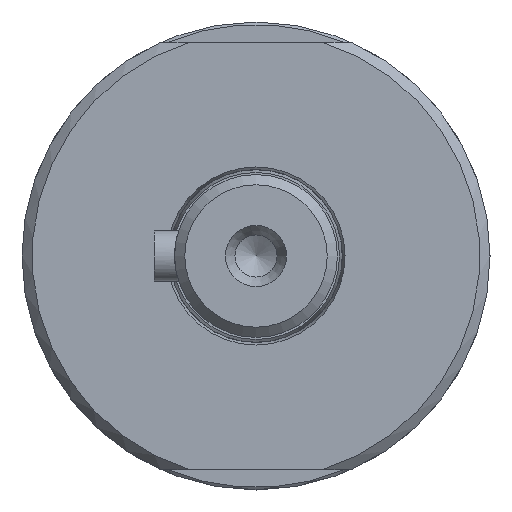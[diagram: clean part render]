
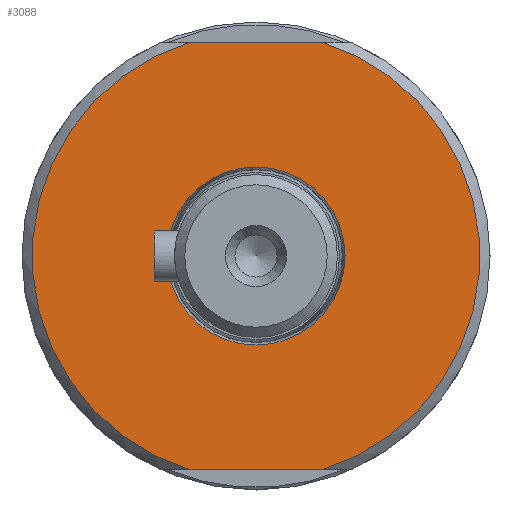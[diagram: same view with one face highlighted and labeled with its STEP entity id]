
A CAD part, left-side view. The second image highlights one B-rep face of the part: STEP entity #3088.
In plain terms, the highlighted planar face has unit normal (-1, 0, 0).
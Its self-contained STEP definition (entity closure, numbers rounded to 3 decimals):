
#259=FACE_BOUND('',#1104,.T.);
#493=LINE('',#5244,#735);
#494=LINE('',#5246,#736);
#735=VECTOR('',#4202,10.);
#736=VECTOR('',#4203,10.);
#923=FACE_OUTER_BOUND('',#1103,.T.);
#1103=EDGE_LOOP('',(#2753,#2754,#2755,#2756));
#1104=EDGE_LOOP('',(#2757,#2758));
#1247=CIRCLE('',#3386,8.75);
#1248=CIRCLE('',#3387,8.75);
#1253=CIRCLE('',#3394,22.);
#1254=CIRCLE('',#3396,22.);
#1531=VERTEX_POINT('',#5217);
#1532=VERTEX_POINT('',#5219);
#1535=VERTEX_POINT('',#5230);
#1538=VERTEX_POINT('',#5237);
#1539=VERTEX_POINT('',#5243);
#1540=VERTEX_POINT('',#5245);
#1942=EDGE_CURVE('',#1532,#1531,#1247,.T.);
#1943=EDGE_CURVE('',#1531,#1532,#1248,.T.);
#1951=EDGE_CURVE('',#1538,#1535,#1253,.T.);
#1952=EDGE_CURVE('',#1539,#1535,#493,.T.);
#1953=EDGE_CURVE('',#1538,#1540,#494,.T.);
#1954=EDGE_CURVE('',#1539,#1540,#1254,.T.);
#2753=ORIENTED_EDGE('',*,*,#1952,.T.);
#2754=ORIENTED_EDGE('',*,*,#1951,.F.);
#2755=ORIENTED_EDGE('',*,*,#1953,.T.);
#2756=ORIENTED_EDGE('',*,*,#1954,.F.);
#2757=ORIENTED_EDGE('',*,*,#1942,.T.);
#2758=ORIENTED_EDGE('',*,*,#1943,.T.);
#2935=PLANE('',#3395);
#3088=ADVANCED_FACE('',(#923,#259),#2935,.T.);
#3386=AXIS2_PLACEMENT_3D('',#5220,#4181,#4182);
#3387=AXIS2_PLACEMENT_3D('',#5221,#4183,#4184);
#3394=AXIS2_PLACEMENT_3D('',#5241,#4198,#4199);
#3395=AXIS2_PLACEMENT_3D('',#5242,#4200,#4201);
#3396=AXIS2_PLACEMENT_3D('',#5247,#4204,#4205);
#4181=DIRECTION('center_axis',(1.,0.,0.));
#4182=DIRECTION('ref_axis',(0.,-1.,0.));
#4183=DIRECTION('center_axis',(1.,0.,0.));
#4184=DIRECTION('ref_axis',(0.,-1.,0.));
#4198=DIRECTION('center_axis',(1.,0.,0.));
#4199=DIRECTION('ref_axis',(0.,-1.,0.));
#4200=DIRECTION('center_axis',(-1.,0.,0.));
#4201=DIRECTION('ref_axis',(0.,0.,
-1.));
#4202=DIRECTION('',(0.,1.,0.));
#4203=DIRECTION('',(0.,-1.,0.));
#4204=DIRECTION('center_axis',(1.,0.,0.));
#4205=DIRECTION('ref_axis',(0.,-1.,0.));
#5217=CARTESIAN_POINT('',(-99.5,8.75,0.));
#5219=CARTESIAN_POINT('',(-99.5,-8.75,0.));
#5220=CARTESIAN_POINT('Origin',(-99.5,0.,
0.));
#5221=CARTESIAN_POINT('Origin',(-99.5,0.,
0.));
#5230=CARTESIAN_POINT('',(-99.5,6.557,21.));
#5237=CARTESIAN_POINT('',(-99.5,6.557,-21.));
#5241=CARTESIAN_POINT('Origin',(-99.5,0.,
0.));
#5242=CARTESIAN_POINT('Origin',(-99.5,-15.375,0.));
#5243=CARTESIAN_POINT('',(-99.5,-6.557,21.));
#5244=CARTESIAN_POINT('',(-99.5,0.91,21.));
#5245=CARTESIAN_POINT('',(-99.5,-6.557,-21.));
#5246=CARTESIAN_POINT('',(-99.5,-15.688,-21.));
#5247=CARTESIAN_POINT('Origin',(-99.5,0.,
0.));
